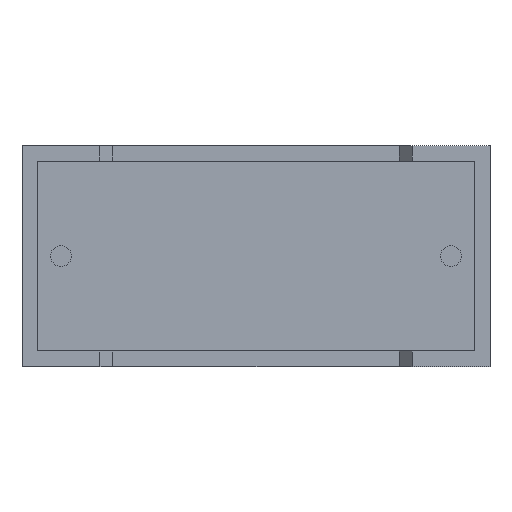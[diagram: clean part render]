
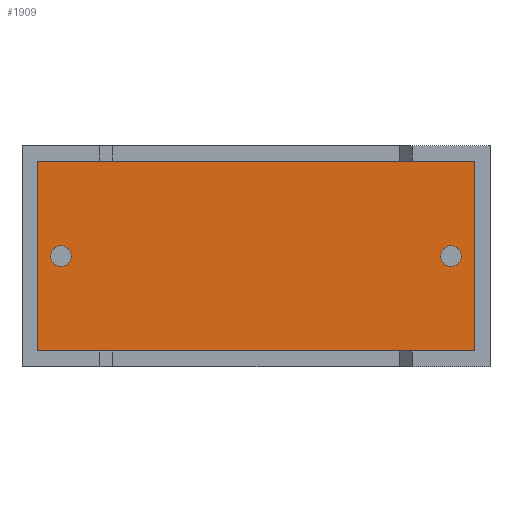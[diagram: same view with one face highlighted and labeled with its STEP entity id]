
A CAD part, front view. The second image highlights one B-rep face of the part: STEP entity #1909.
In plain terms, the highlighted planar face has unit normal (0, -1, 0).
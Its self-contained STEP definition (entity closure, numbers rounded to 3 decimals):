
#86 = CIRCLE ( 'NONE', #2896, 0.4 ) ;
#104 = DIRECTION ( 'NONE',  ( 0., 0., -1. ) ) ;
#211 = ORIENTED_EDGE ( 'NONE', *, *, #951, .F. ) ;
#288 = CIRCLE ( 'NONE', #2466, 0.4 ) ;
#325 = CARTESIAN_POINT ( 'NONE',  ( 16.5, 0.75, 3.85 ) ) ;
#474 = VECTOR ( 'NONE', #553, 1000. ) ;
#525 = DIRECTION ( 'NONE',  ( 0., -1., 0. ) ) ;
#548 = DIRECTION ( 'NONE',  ( 0., -1., 0. ) ) ;
#553 = DIRECTION ( 'NONE',  ( 0., 0., -1. ) ) ;
#606 = DIRECTION ( 'NONE',  ( 0., 0., -1. ) ) ;
#655 = DIRECTION ( 'NONE',  ( 1., 0., 0. ) ) ;
#714 = EDGE_CURVE ( 'NONE', #2568, #1439, #802, .T. ) ;
#728 = EDGE_CURVE ( 'NONE', #794, #2189, #86, .T. ) ;
#793 = CARTESIAN_POINT ( 'NONE',  ( 0.6, 0.75, 7.9 ) ) ;
#794 = VERTEX_POINT ( 'NONE', #325 ) ;
#802 = LINE ( 'NONE', #793, #474 ) ;
#841 = CARTESIAN_POINT ( 'NONE',  ( 17.4, 0.75, 7.9 ) ) ;
#864 = VECTOR ( 'NONE', #2780, 1000. ) ;
#865 = FACE_OUTER_BOUND ( 'NONE', #1541, .T. ) ;
#880 = CARTESIAN_POINT ( 'NONE',  ( 0.6, 0.75, 0.6 ) ) ;
#889 = CARTESIAN_POINT ( 'NONE',  ( 17.4, 0.75, 0.6 ) ) ;
#924 = AXIS2_PLACEMENT_3D ( 'NONE', #1582, #2006, #606 ) ;
#951 = EDGE_CURVE ( 'NONE', #2740, #1195, #288, .T. ) ;
#1000 = ORIENTED_EDGE ( 'NONE', *, *, #2121, .T. ) ;
#1010 = DIRECTION ( 'NONE',  ( 0., 0., -1. ) ) ;
#1046 = CARTESIAN_POINT ( 'NONE',  ( 16.5, 0.75, 4.25 ) ) ;
#1056 = DIRECTION ( 'NONE',  ( 0., 0., -1. ) ) ;
#1069 = DIRECTION ( 'NONE',  ( -1., 0., 0. ) ) ;
#1105 = PLANE ( 'NONE',  #924 ) ;
#1109 = CARTESIAN_POINT ( 'NONE',  ( 1.5, 0.75, 4.65 ) ) ;
#1111 = EDGE_CURVE ( 'NONE', #1439, #1175, #3017, .T. ) ;
#1112 = LINE ( 'NONE', #889, #864 ) ;
#1175 = VERTEX_POINT ( 'NONE', #3025 ) ;
#1195 = VERTEX_POINT ( 'NONE', #1109 ) ;
#1236 = DIRECTION ( 'NONE',  ( 0., 0., -1. ) ) ;
#1280 = EDGE_CURVE ( 'NONE', #2189, #794, #1706, .T. ) ;
#1297 = ORIENTED_EDGE ( 'NONE', *, *, #1788, .F. ) ;
#1323 = ORIENTED_EDGE ( 'NONE', *, *, #2391, .T. ) ;
#1418 = ORIENTED_EDGE ( 'NONE', *, *, #1111, .T. ) ;
#1433 = CARTESIAN_POINT ( 'NONE',  ( 0.6, 0.75, 7.9 ) ) ;
#1439 = VERTEX_POINT ( 'NONE', #2108 ) ;
#1441 = EDGE_LOOP ( 'NONE', ( #1297, #211 ) ) ;
#1446 = ORIENTED_EDGE ( 'NONE', *, *, #714, .T. ) ;
#1480 = CARTESIAN_POINT ( 'NONE',  ( 1.5, 0.75, 3.85 ) ) ;
#1511 = CARTESIAN_POINT ( 'NONE',  ( 1.5, 0.75, 4.25 ) ) ;
#1523 = LINE ( 'NONE', #2484, #2909 ) ;
#1534 = VERTEX_POINT ( 'NONE', #841 ) ;
#1541 = EDGE_LOOP ( 'NONE', ( #1446, #1418, #1000, #1323 ) ) ;
#1582 = CARTESIAN_POINT ( 'NONE',  ( 0., 0.75, 0. ) ) ;
#1706 = CIRCLE ( 'NONE', #3051, 0.4 ) ;
#1788 = EDGE_CURVE ( 'NONE', #1195, #2740, #2761, .T. ) ;
#1802 = FACE_BOUND ( 'NONE', #1817, .T. ) ;
#1817 = EDGE_LOOP ( 'NONE', ( #2586, #2987 ) ) ;
#1909 = ADVANCED_FACE ( 'NONE', ( #1802, #865, #2258 ), #1105, .T. ) ;
#2006 = DIRECTION ( 'NONE',  ( 0., -1., 0. ) ) ;
#2108 = CARTESIAN_POINT ( 'NONE',  ( 0.6, 0.75, 0.6 ) ) ;
#2121 = EDGE_CURVE ( 'NONE', #1175, #1534, #1112, .T. ) ;
#2186 = DIRECTION ( 'NONE',  ( 0., -1., 0. ) ) ;
#2189 = VERTEX_POINT ( 'NONE', #2932 ) ;
#2243 = CARTESIAN_POINT ( 'NONE',  ( 1.5, 0.75, 4.25 ) ) ;
#2258 = FACE_BOUND ( 'NONE', #1441, .T. ) ;
#2391 = EDGE_CURVE ( 'NONE', #1534, #2568, #1523, .T. ) ;
#2466 = AXIS2_PLACEMENT_3D ( 'NONE', #2243, #548, #1056 ) ;
#2484 = CARTESIAN_POINT ( 'NONE',  ( 17.4, 0.75, 7.9 ) ) ;
#2568 = VERTEX_POINT ( 'NONE', #1433 ) ;
#2570 = VECTOR ( 'NONE', #655, 1000. ) ;
#2586 = ORIENTED_EDGE ( 'NONE', *, *, #1280, .F. ) ;
#2674 = DIRECTION ( 'NONE',  ( 0., -1., 0. ) ) ;
#2740 = VERTEX_POINT ( 'NONE', #1480 ) ;
#2761 = CIRCLE ( 'NONE', #2816, 0.4 ) ;
#2780 = DIRECTION ( 'NONE',  ( 0., 0., 1. ) ) ;
#2816 = AXIS2_PLACEMENT_3D ( 'NONE', #1511, #525, #104 ) ;
#2844 = CARTESIAN_POINT ( 'NONE',  ( 16.5, 0.75, 4.25 ) ) ;
#2896 = AXIS2_PLACEMENT_3D ( 'NONE', #1046, #2674, #1010 ) ;
#2909 = VECTOR ( 'NONE', #1069, 1000. ) ;
#2932 = CARTESIAN_POINT ( 'NONE',  ( 16.5, 0.75, 4.65 ) ) ;
#2987 = ORIENTED_EDGE ( 'NONE', *, *, #728, .F. ) ;
#3017 = LINE ( 'NONE', #880, #2570 ) ;
#3025 = CARTESIAN_POINT ( 'NONE',  ( 17.4, 0.75, 0.6 ) ) ;
#3051 = AXIS2_PLACEMENT_3D ( 'NONE', #2844, #2186, #1236 ) ;
